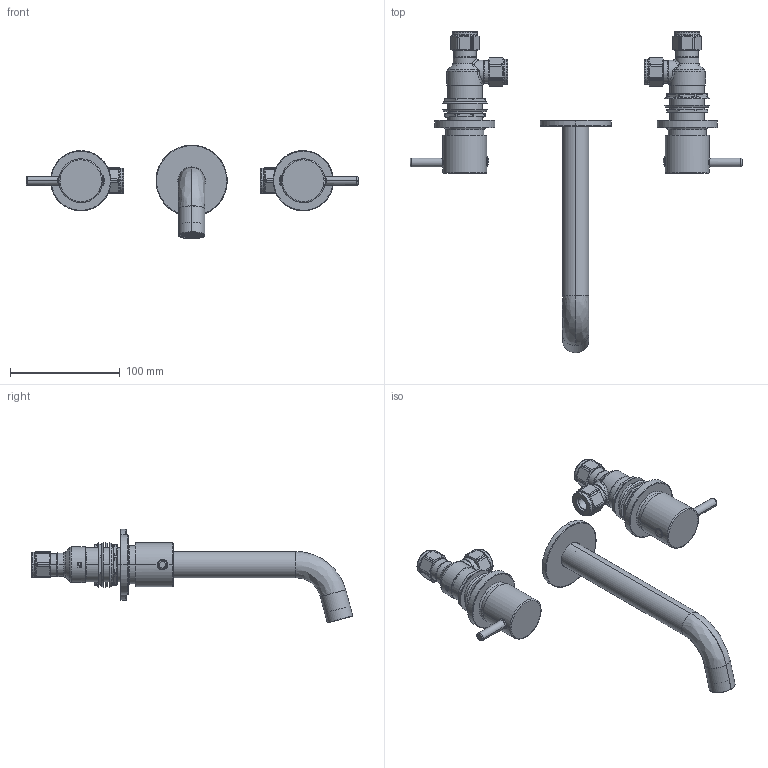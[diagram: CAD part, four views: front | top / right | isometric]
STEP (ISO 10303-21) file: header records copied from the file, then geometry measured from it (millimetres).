
FILE_DESCRIPTION(/* description */ (''),/* implementation_level */ '2;1');
FILE_NAME(/* name */ 'STP - Mizu Drift MK2 Wall Basin-Bath Set 200mm',/* time_stamp */ '2023-09-27T09:01:10+10:00',/* author */ (''),/* organization */ (''),/* preprocessor_version */ 'ST-DEVELOPER v16.5',/* originating_system */ 'Rhino 7.23',/* authorisation */ '');
FILE_SCHEMA (('AUTOMOTIVE_DESIGN'));
Length unit declared in the file: millimetre
Products named in the file (7): Document; 100090228_ASM; 203125170126; 2060242301261; 2070114306014; 2080007406012; 2031005799013
Assembly tree (6 placements, depth 3):
  Document
    100090228_ASM
      203125170126
      2060242301261
      2070114306014
      2080007406012
      2031005799013
Bounding box: 303 x 293.22 x 85.53 mm (x, y, z)
Volume: 67449.3 mm3; surface area: 219759.5 mm2
Topology: 42 solids, 104 shells, 3496 faces, 8700 edges, 5507 vertices
Faces by surface type: plane 1848, cylinder 1054, bspline 594
Entity records: 125394 total; most frequent: CARTESIAN_POINT 67537, ORIENTED_EDGE 17216, EDGE_CURVE 8692, B_SPLINE_CURVE_WITH_KNOTS 6057, VERTEX_POINT 5507, EDGE_LOOP 3907, ADVANCED_FACE 3496, FACE_OUTER_BOUND 3496
